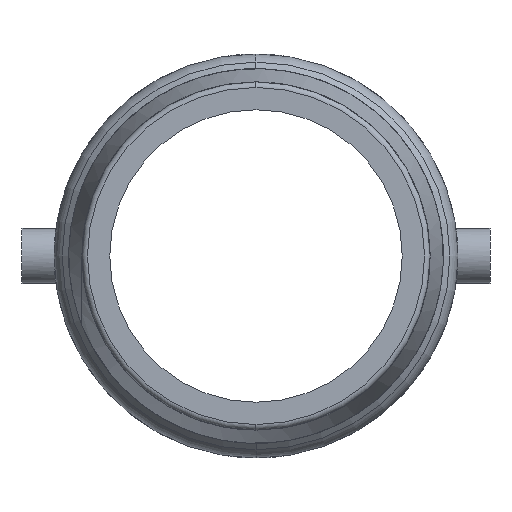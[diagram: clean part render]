
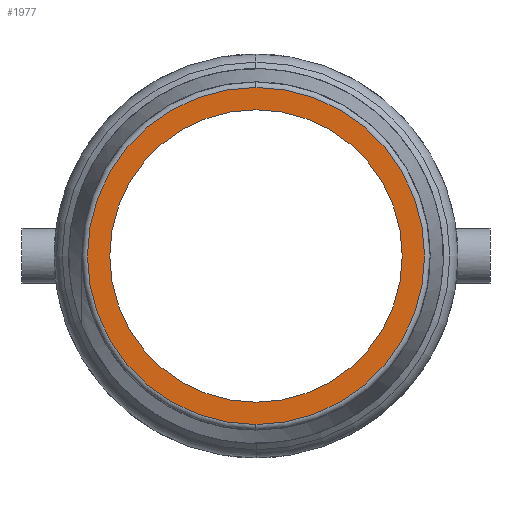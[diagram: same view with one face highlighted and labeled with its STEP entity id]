
A CAD part, left-side view. The second image highlights one B-rep face of the part: STEP entity #1977.
In plain terms, the highlighted planar face has unit normal (-1, 0, 0).
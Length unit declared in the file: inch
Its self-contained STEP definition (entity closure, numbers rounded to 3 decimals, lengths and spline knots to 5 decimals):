
#104 = ORIENTED_EDGE ( 'NONE', *, *, #1183, .F. ) ;
#114 = ORIENTED_EDGE ( 'NONE', *, *, #1000, .T. ) ;
#270 = DIRECTION ( 'NONE',  ( 1., 0., 0. ) ) ;
#302 = AXIS2_PLACEMENT_3D ( 'NONE', #1944, #1359, #411 ) ;
#358 = VERTEX_POINT ( 'NONE', #1604 ) ;
#394 = EDGE_CURVE ( 'NONE', #358, #1974, #763, .T. ) ;
#411 = DIRECTION ( 'NONE',  ( 0., 0., -1. ) ) ;
#456 = FACE_BOUND ( 'NONE', #1960, .T. ) ;
#461 = AXIS2_PLACEMENT_3D ( 'NONE', #1991, #270, #1030 ) ;
#531 = EDGE_LOOP ( 'NONE', ( #2231, #114 ) ) ;
#763 = CIRCLE ( 'NONE', #1494, 0.525 ) ;
#786 = DIRECTION ( 'NONE',  ( 0., 0., -1. ) ) ;
#801 = DIRECTION ( 'NONE',  ( 0., 0., 1. ) ) ;
#842 = VERTEX_POINT ( 'NONE', #1533 ) ;
#852 = CARTESIAN_POINT ( 'NONE',  ( -1.3, 0., 0. ) ) ;
#855 = AXIS2_PLACEMENT_3D ( 'NONE', #1606, #1821, #1997 ) ;
#1000 = EDGE_CURVE ( 'NONE', #1121, #842, #2259, .T. ) ;
#1026 = ORIENTED_EDGE ( 'NONE', *, *, #394, .F. ) ;
#1030 = DIRECTION ( 'NONE',  ( 0., 0., -1. ) ) ;
#1121 = VERTEX_POINT ( 'NONE', #1891 ) ;
#1183 = EDGE_CURVE ( 'NONE', #1974, #358, #1292, .T. ) ;
#1216 = PLANE ( 'NONE',  #461 ) ;
#1292 = CIRCLE ( 'NONE', #855, 0.525 ) ;
#1359 = DIRECTION ( 'NONE',  ( -1., 0., 0. ) ) ;
#1474 = EDGE_CURVE ( 'NONE', #842, #1121, #1479, .T. ) ;
#1479 = CIRCLE ( 'NONE', #2323, 0.605 ) ;
#1494 = AXIS2_PLACEMENT_3D ( 'NONE', #852, #2007, #801 ) ;
#1533 = CARTESIAN_POINT ( 'NONE',  ( -1.3, 0., -0.605 ) ) ;
#1564 = DIRECTION ( 'NONE',  ( -1., 0., 0. ) ) ;
#1604 = CARTESIAN_POINT ( 'NONE',  ( -1.3, 0., -0.525 ) ) ;
#1606 = CARTESIAN_POINT ( 'NONE',  ( -1.3, 0., 0. ) ) ;
#1647 = CARTESIAN_POINT ( 'NONE',  ( -1.3, 0., 0.525 ) ) ;
#1756 = CARTESIAN_POINT ( 'NONE',  ( -1.3, 0., 0. ) ) ;
#1821 = DIRECTION ( 'NONE',  ( -1., 0., 0. ) ) ;
#1891 = CARTESIAN_POINT ( 'NONE',  ( -1.3, 0., 0.605 ) ) ;
#1944 = CARTESIAN_POINT ( 'NONE',  ( -1.3, 0., 0. ) ) ;
#1960 = EDGE_LOOP ( 'NONE', ( #104, #1026 ) ) ;
#1974 = VERTEX_POINT ( 'NONE', #1647 ) ;
#1977 = ADVANCED_FACE ( 'NONE', ( #2175, #456 ), #1216, .F. ) ;
#1991 = CARTESIAN_POINT ( 'NONE',  ( -1.3, 0.625, 0. ) ) ;
#1997 = DIRECTION ( 'NONE',  ( 0., 0., 1. ) ) ;
#2007 = DIRECTION ( 'NONE',  ( -1., 0., 0. ) ) ;
#2175 = FACE_OUTER_BOUND ( 'NONE', #531, .T. ) ;
#2231 = ORIENTED_EDGE ( 'NONE', *, *, #1474, .T. ) ;
#2259 = CIRCLE ( 'NONE', #302, 0.605 ) ;
#2323 = AXIS2_PLACEMENT_3D ( 'NONE', #1756, #1564, #786 ) ;
